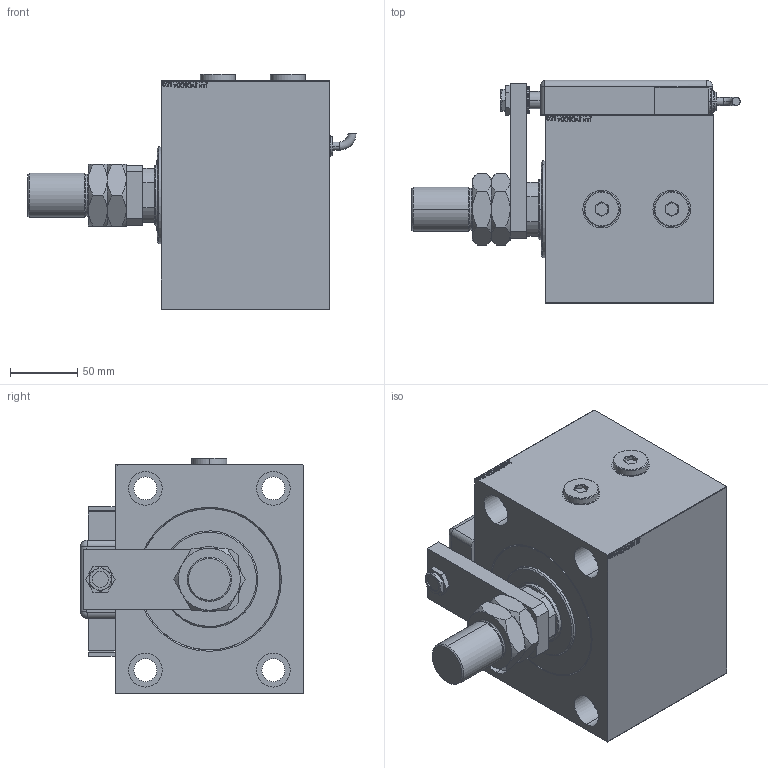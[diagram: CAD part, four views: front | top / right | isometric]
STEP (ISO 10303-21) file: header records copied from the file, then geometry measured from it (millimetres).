
FILE_DESCRIPTION (( 'STEP AP203' ), '1' );
FILE_NAME ('7842.STEP', '2024-02-11T22:54:13', ( '' ), ( '' ), 'SwSTEP 2.0', 'SolidWorks 2019', '' );
FILE_SCHEMA (( 'CONFIG_CONTROL_DESIGN' ));
Length unit declared in the file: millimetre
Products named in the file (15): V450CM_C_VCP b421f61561b2770c12e15a45e62c703b; TYC b421f61561b2770c12e15a45e62c703b; SWITCH DIM A_G b421f61561b2770c12e15a45e62c703b; MAGNETIC SWITCH Q b421f61561b2770c12e15a45e62c703b; NUT_D13 b421f61561b2770c12e15a45e62c703b; Zatka_OIL_PORT b421f61561b2770c12e15a45e62c703b; V450CM_C_Body b421f61561b2770c12e15a45e62c703b; ZARAZKA_Q b421f61561b2770c12e15a45e62c703b; SWITCH_Q_FRONT_BACK b421f61561b2770c12e15a45e62c703b; NUT_D19 b421f61561b2770c12e15a45e62c703b; 7842; Q_T_W_MTA b421f61561b2770c12e15a45e62c703b; SWITCH Q b421f61561b2770c12e15a45e62c703b; V450CM_VC_B b421f61561b2770c12e15a45e62c703b; KRYT b421f61561b2770c12e15a45e62c703b
Assembly tree (16 placements, depth 3):
  7842
    V450CM_C_Body b421f61561b2770c12e15a45e62c703b
    V450CM_C_VCP b421f61561b2770c12e15a45e62c703b
    V450CM_VC_B b421f61561b2770c12e15a45e62c703b
    MAGNETIC SWITCH Q b421f61561b2770c12e15a45e62c703b
      SWITCH_Q_FRONT_BACK b421f61561b2770c12e15a45e62c703b
      TYC b421f61561b2770c12e15a45e62c703b
      ZARAZKA_Q b421f61561b2770c12e15a45e62c703b
      SWITCH DIM A_G b421f61561b2770c12e15a45e62c703b
      NUT_D19 b421f61561b2770c12e15a45e62c703b
      NUT_D13 b421f61561b2770c12e15a45e62c703b
      KRYT b421f61561b2770c12e15a45e62c703b
      SWITCH Q b421f61561b2770c12e15a45e62c703b  x2
    Q_T_W_MTA b421f61561b2770c12e15a45e62c703b
    Zatka_OIL_PORT b421f61561b2770c12e15a45e62c703b  x2
Bounding box: 243.76 x 165.8 x 174.9 mm (x, y, z)
Volume: 3012107.2 mm3; surface area: 318858.5 mm2
Topology: 16 solids, 16 shells, 1350 faces, 3378 edges, 2213 vertices
Faces by surface type: plane 664, bspline 471, cylinder 135, cone 54, torus 24, sphere 2
Entity records: 62569 total; most frequent: CARTESIAN_POINT 32995, ORIENTED_EDGE 6480, DIRECTION 4236, EDGE_CURVE 3240, VERTEX_POINT 2129, LINE 1892, VECTOR 1892, EDGE_LOOP 1473
